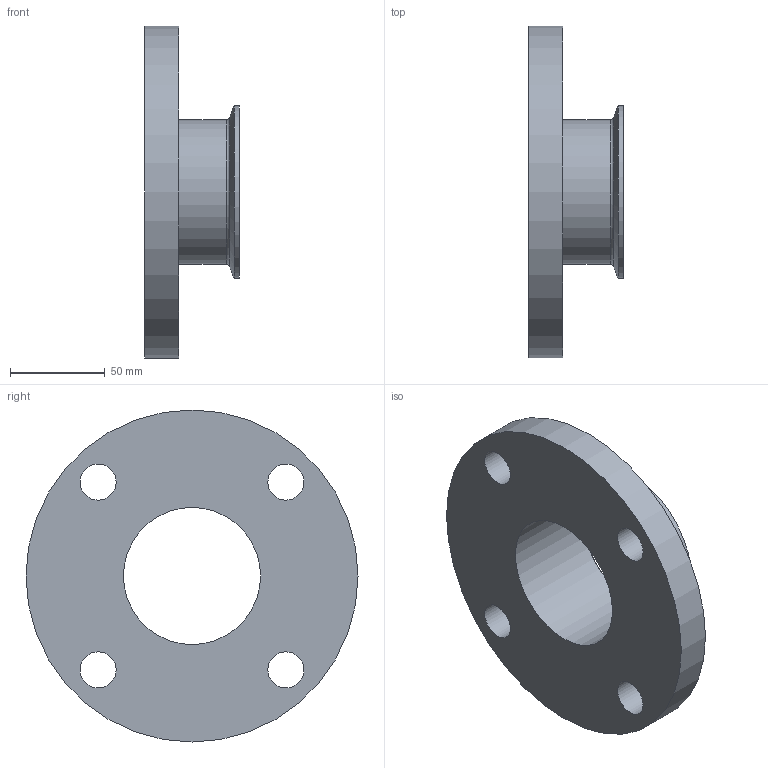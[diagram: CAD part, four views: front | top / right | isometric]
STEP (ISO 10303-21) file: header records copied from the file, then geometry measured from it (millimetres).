
FILE_DESCRIPTION(/* description */ (''),/* implementation_level */ '2;1');
FILE_NAME(/* name */ 'F-ADAPTER-C 30×24.stp',/* time_stamp */ '2022-04-13T15:38:43+09:00',/* author */ ('3dcad-eng'),/* organization */ (''),/* preprocessor_version */ 'ST-DEVELOPER v18.1',/* originating_system */ 'Autodesk Inventor 2022',/* authorisation */ '');
FILE_SCHEMA (('AUTOMOTIVE_DESIGN { 1 0 10303 214 3 1 1 }'));
Length unit declared in the file: millimetre
Products named in the file (1): F-ADAPTER-C 30×24
Bounding box: 50 x 175 x 175 mm (x, y, z)
Volume: 360751.8 mm3; surface area: 74604.9 mm2
Topology: 1 solids, 1 shells, 20 faces, 46 edges, 30 vertices
Faces by surface type: cylinder 8, torus 5, plane 4, cone 3
Full cylindrical faces by diameter (mm): 19 x4, 72.3 x1, 76.3 x1, 91 x1, 175 x1
Entity records: 650 total; most frequent: DIRECTION 123, CARTESIAN_POINT 97, ORIENTED_EDGE 92, AXIS2_PLACEMENT_3D 56, EDGE_CURVE 46, CIRCLE 35, EDGE_LOOP 32, VERTEX_POINT 30
